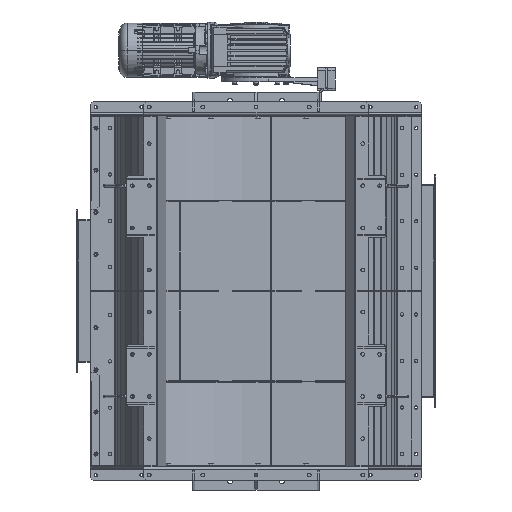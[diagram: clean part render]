
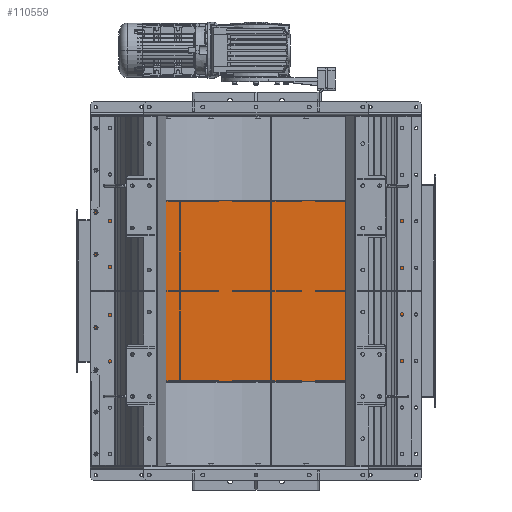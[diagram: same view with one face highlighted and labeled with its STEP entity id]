
A CAD part, front view. The second image highlights one B-rep face of the part: STEP entity #110559.
In plain terms, the highlighted planar face has unit normal (0, -1, 0).
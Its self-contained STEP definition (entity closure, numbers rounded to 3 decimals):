
#1147 = LINE ( 'NONE', #115202, #101838 ) ;
#1862 = ORIENTED_EDGE ( 'NONE', *, *, #64924, .T. ) ;
#3351 = CIRCLE ( 'NONE', #62592, 6. ) ;
#5377 = CIRCLE ( 'NONE', #82193, 6. ) ;
#6549 = DIRECTION ( 'NONE',  ( 0., 0., 1. ) ) ;
#7681 = DIRECTION ( 'NONE',  ( 0., 0., 1. ) ) ;
#8563 = CARTESIAN_POINT ( 'NONE',  ( -248.571, 588., -1153.796 ) ) ;
#8617 = CIRCLE ( 'NONE', #133647, 6. ) ;
#9730 = VECTOR ( 'NONE', #115407, 1000. ) ;
#11351 = PLANE ( 'NONE',  #74978 ) ;
#12573 = EDGE_CURVE ( 'NONE', #45976, #31004, #61219, .T. ) ;
#14310 = CIRCLE ( 'NONE', #23105, 6. ) ;
#15350 = EDGE_CURVE ( 'NONE', #123304, #33325, #14310, .T. ) ;
#15354 = DIRECTION ( 'NONE',  ( 0., 0., 1. ) ) ;
#16091 = DIRECTION ( 'NONE',  ( 0., 1., 0. ) ) ;
#16495 = LINE ( 'NONE', #29450, #31195 ) ;
#18123 = DIRECTION ( 'NONE',  ( 0., 0., 1. ) ) ;
#19484 = CARTESIAN_POINT ( 'NONE',  ( -82.857, 588., -1153.796 ) ) ;
#21220 = ORIENTED_EDGE ( 'NONE', *, *, #118487, .T. ) ;
#21630 = FACE_OUTER_BOUND ( 'NONE', #103113, .T. ) ;
#21711 = DIRECTION ( 'NONE',  ( 1., 0., 0. ) ) ;
#22856 = CARTESIAN_POINT ( 'NONE',  ( 322., 588., -1175.396 ) ) ;
#23105 = AXIS2_PLACEMENT_3D ( 'NONE', #103829, #52270, #7681 ) ;
#23846 = ORIENTED_EDGE ( 'NONE', *, *, #78632, .T. ) ;
#26568 = CARTESIAN_POINT ( 'NONE',  ( 82.857, 588., -1153.796 ) ) ;
#28134 = CIRCLE ( 'NONE', #43577, 6. ) ;
#28822 = LINE ( 'NONE', #31538, #9730 ) ;
#29450 = CARTESIAN_POINT ( 'NONE',  ( -322., 588., -4.4 ) ) ;
#30177 = EDGE_CURVE ( 'NONE', #119114, #122767, #8617, .T. ) ;
#30584 = VERTEX_POINT ( 'NONE', #22856 ) ;
#31004 = VERTEX_POINT ( 'NONE', #26568 ) ;
#31195 = VECTOR ( 'NONE', #132570, 1000. ) ;
#31538 = CARTESIAN_POINT ( 'NONE',  ( 322., 588., 0. ) ) ;
#32422 = VECTOR ( 'NONE', #133174, 1000. ) ;
#33325 = VERTEX_POINT ( 'NONE', #8563 ) ;
#34622 = DIRECTION ( 'NONE',  ( 0., 1., 0. ) ) ;
#36849 = CARTESIAN_POINT ( 'NONE',  ( 248.571, 588., -1153.796 ) ) ;
#36878 = EDGE_CURVE ( 'NONE', #72385, #41788, #39711, .T. ) ;
#36996 = DIRECTION ( 'NONE',  ( 0., 1., 0. ) ) ;
#38595 = EDGE_LOOP ( 'NONE', ( #1862, #59382 ) ) ;
#39024 = VERTEX_POINT ( 'NONE', #19484 ) ;
#39711 = LINE ( 'NONE', #50041, #32422 ) ;
#39951 = AXIS2_PLACEMENT_3D ( 'NONE', #82875, #125433, #117860 ) ;
#41788 = VERTEX_POINT ( 'NONE', #55233 ) ;
#42870 = EDGE_CURVE ( 'NONE', #39024, #119050, #3351, .T. ) ;
#43577 = AXIS2_PLACEMENT_3D ( 'NONE', #102715, #113692, #6549 ) ;
#44971 = FACE_BOUND ( 'NONE', #116673, .T. ) ;
#45801 = AXIS2_PLACEMENT_3D ( 'NONE', #122597, #80707, #102015 ) ;
#45976 = VERTEX_POINT ( 'NONE', #103958 ) ;
#50041 = CARTESIAN_POINT ( 'NONE',  ( -322., 588., 0. ) ) ;
#51186 = CARTESIAN_POINT ( 'NONE',  ( -82.857, 588., -1159.796 ) ) ;
#51932 = CARTESIAN_POINT ( 'NONE',  ( 248.571, 588., -1159.796 ) ) ;
#52270 = DIRECTION ( 'NONE',  ( 0., 1., 0. ) ) ;
#55157 = EDGE_CURVE ( 'NONE', #30584, #105766, #28822, .T. ) ;
#55233 = CARTESIAN_POINT ( 'NONE',  ( -322., 588., -1175.396 ) ) ;
#59382 = ORIENTED_EDGE ( 'NONE', *, *, #15350, .T. ) ;
#61219 = CIRCLE ( 'NONE', #45801, 6. ) ;
#62592 = AXIS2_PLACEMENT_3D ( 'NONE', #51186, #76530, #15354 ) ;
#64924 = EDGE_CURVE ( 'NONE', #33325, #123304, #104816, .T. ) ;
#67988 = ORIENTED_EDGE ( 'NONE', *, *, #42870, .T. ) ;
#72385 = VERTEX_POINT ( 'NONE', #104921 ) ;
#73897 = DIRECTION ( 'NONE',  ( 0., 0., 1. ) ) ;
#74978 = AXIS2_PLACEMENT_3D ( 'NONE', #128766, #34622, #73897 ) ;
#76530 = DIRECTION ( 'NONE',  ( 0., 1., 0. ) ) ;
#77293 = EDGE_LOOP ( 'NONE', ( #113339, #134593 ) ) ;
#78632 = EDGE_CURVE ( 'NONE', #41788, #30584, #1147, .T. ) ;
#78940 = DIRECTION ( 'NONE',  ( 0., 0., 1. ) ) ;
#79623 = CARTESIAN_POINT ( 'NONE',  ( -248.571, 588., -1159.796 ) ) ;
#80707 = DIRECTION ( 'NONE',  ( 0., 1., 0. ) ) ;
#81327 = EDGE_CURVE ( 'NONE', #72385, #105766, #16495, .T. ) ;
#82193 = AXIS2_PLACEMENT_3D ( 'NONE', #110228, #16091, #18123 ) ;
#82875 = CARTESIAN_POINT ( 'NONE',  ( -82.857, 588., -1159.796 ) ) ;
#86889 = FACE_BOUND ( 'NONE', #38595, .T. ) ;
#93573 = EDGE_CURVE ( 'NONE', #31004, #45976, #28134, .T. ) ;
#93843 = DIRECTION ( 'NONE',  ( 0., 1., 0. ) ) ;
#96234 = ORIENTED_EDGE ( 'NONE', *, *, #127541, .T. ) ;
#97203 = FACE_BOUND ( 'NONE', #77293, .T. ) ;
#100505 = ORIENTED_EDGE ( 'NONE', *, *, #36878, .T. ) ;
#101224 = CARTESIAN_POINT ( 'NONE',  ( 248.571, 588., -1165.796 ) ) ;
#101307 = EDGE_LOOP ( 'NONE', ( #128598, #21220 ) ) ;
#101838 = VECTOR ( 'NONE', #21711, 1000. ) ;
#102015 = DIRECTION ( 'NONE',  ( 0., 0., 1. ) ) ;
#102715 = CARTESIAN_POINT ( 'NONE',  ( 82.857, 588., -1159.796 ) ) ;
#103113 = EDGE_LOOP ( 'NONE', ( #23846, #134755, #116207, #100505 ) ) ;
#103829 = CARTESIAN_POINT ( 'NONE',  ( -248.571, 588., -1159.796 ) ) ;
#103958 = CARTESIAN_POINT ( 'NONE',  ( 82.857, 588., -1165.796 ) ) ;
#104816 = CIRCLE ( 'NONE', #133326, 6. ) ;
#104921 = CARTESIAN_POINT ( 'NONE',  ( -322., 588., -4.4 ) ) ;
#105162 = CARTESIAN_POINT ( 'NONE',  ( -82.857, 588., -1165.796 ) ) ;
#105766 = VERTEX_POINT ( 'NONE', #132795 ) ;
#106178 = FACE_BOUND ( 'NONE', #101307, .T. ) ;
#110228 = CARTESIAN_POINT ( 'NONE',  ( 248.571, 588., -1159.796 ) ) ;
#110559 = ADVANCED_FACE ( 'NONE', ( #106178, #86889, #44971, #97203, #21630 ), #11351, .F. ) ;
#113339 = ORIENTED_EDGE ( 'NONE', *, *, #93573, .T. ) ;
#113692 = DIRECTION ( 'NONE',  ( 0., 1., 0. ) ) ;
#115202 = CARTESIAN_POINT ( 'NONE',  ( -322., 588., -1175.396 ) ) ;
#115407 = DIRECTION ( 'NONE',  ( 0., 0., 1. ) ) ;
#116207 = ORIENTED_EDGE ( 'NONE', *, *, #81327, .F. ) ;
#116673 = EDGE_LOOP ( 'NONE', ( #67988, #96234 ) ) ;
#117860 = DIRECTION ( 'NONE',  ( 0., 0., 1. ) ) ;
#118487 = EDGE_CURVE ( 'NONE', #122767, #119114, #5377, .T. ) ;
#119050 = VERTEX_POINT ( 'NONE', #105162 ) ;
#119114 = VERTEX_POINT ( 'NONE', #36849 ) ;
#122597 = CARTESIAN_POINT ( 'NONE',  ( 82.857, 588., -1159.796 ) ) ;
#122767 = VERTEX_POINT ( 'NONE', #101224 ) ;
#123304 = VERTEX_POINT ( 'NONE', #135303 ) ;
#125433 = DIRECTION ( 'NONE',  ( 0., 1., 0. ) ) ;
#127541 = EDGE_CURVE ( 'NONE', #119050, #39024, #132053, .T. ) ;
#128598 = ORIENTED_EDGE ( 'NONE', *, *, #30177, .T. ) ;
#128766 = CARTESIAN_POINT ( 'NONE',  ( 0., 588., 0. ) ) ;
#132053 = CIRCLE ( 'NONE', #39951, 6. ) ;
#132570 = DIRECTION ( 'NONE',  ( 1., 0., 0. ) ) ;
#132795 = CARTESIAN_POINT ( 'NONE',  ( 322., 588., -4.4 ) ) ;
#133174 = DIRECTION ( 'NONE',  ( 0., 0., -1. ) ) ;
#133326 = AXIS2_PLACEMENT_3D ( 'NONE', #79623, #36996, #78940 ) ;
#133647 = AXIS2_PLACEMENT_3D ( 'NONE', #51932, #93843, #135710 ) ;
#134593 = ORIENTED_EDGE ( 'NONE', *, *, #12573, .T. ) ;
#134755 = ORIENTED_EDGE ( 'NONE', *, *, #55157, .T. ) ;
#135303 = CARTESIAN_POINT ( 'NONE',  ( -248.571, 588., -1165.796 ) ) ;
#135710 = DIRECTION ( 'NONE',  ( 0., 0., 1. ) ) ;
